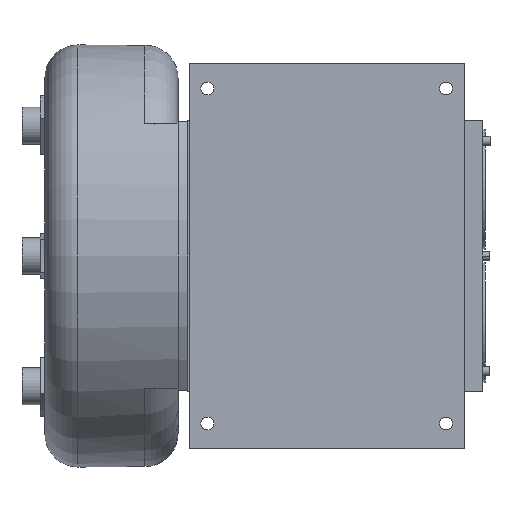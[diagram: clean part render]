
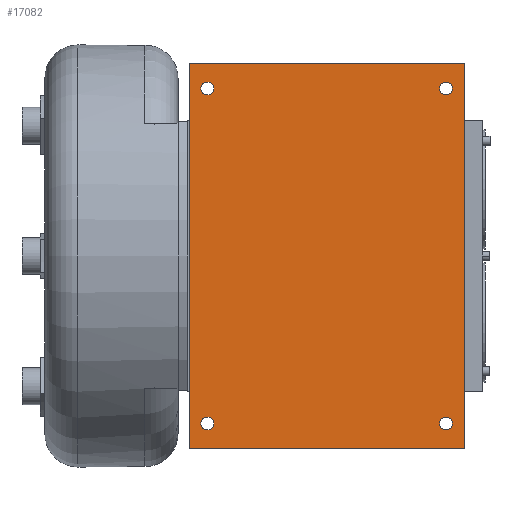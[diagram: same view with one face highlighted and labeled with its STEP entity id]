
A CAD part, front view. The second image highlights one B-rep face of the part: STEP entity #17082.
In plain terms, the highlighted planar face has unit normal (0, -1, 0).
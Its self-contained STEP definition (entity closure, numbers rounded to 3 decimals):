
#16899=CARTESIAN_POINT('',(457.0,-260.083,0.));
#16900=DIRECTION('',(0.0,-1.0,0.0));
#16901=DIRECTION('',(0.0,0.0,-1.0));
#16902=AXIS2_PLACEMENT_3D('',#16899,#16900,#16901);
#16903=PLANE('',#16902);
#16904=CARTESIAN_POINT('',(157.0,-260.083,210.0));
#16905=VERTEX_POINT('',#16904);
#16906=CARTESIAN_POINT('',(157.,-260.083,-210.));
#16907=VERTEX_POINT('',#16906);
#16908=CARTESIAN_POINT('',(157.,-260.083,210.0));
#16909=DIRECTION('',(0.0,0.0,-1.0));
#16910=VECTOR('',#16909,420.0);
#16911=LINE('',#16908,#16910);
#16912=EDGE_CURVE('',#16905,#16907,#16911,.T.);
#16913=ORIENTED_EDGE('',*,*,#16912,.T.);
#16914=CARTESIAN_POINT('',(457.0,-260.083,-210.));
#16915=VERTEX_POINT('',#16914);
#16916=CARTESIAN_POINT('',(457.0,-260.083,-210.));
#16917=DIRECTION('',(-1.0,0.0,0.0));
#16918=VECTOR('',#16917,300.);
#16919=LINE('',#16916,#16918);
#16920=EDGE_CURVE('',#16915,#16907,#16919,.T.);
#16921=ORIENTED_EDGE('',*,*,#16920,.F.);
#16922=CARTESIAN_POINT('',(457.,-260.083,210.));
#16923=VERTEX_POINT('',#16922);
#16924=CARTESIAN_POINT('',(457.,-260.083,210.));
#16925=DIRECTION('',(0.0,0.0,-1.0));
#16926=VECTOR('',#16925,420.0);
#16927=LINE('',#16924,#16926);
#16928=EDGE_CURVE('',#16923,#16915,#16927,.T.);
#16929=ORIENTED_EDGE('',*,*,#16928,.F.);
#16930=CARTESIAN_POINT('',(457.,-260.083,210.));
#16931=DIRECTION('',(-1.0,0.0,0.0));
#16932=VECTOR('',#16931,300.);
#16933=LINE('',#16930,#16932);
#16934=EDGE_CURVE('',#16923,#16905,#16933,.T.);
#16935=ORIENTED_EDGE('',*,*,#16934,.T.);
#16936=EDGE_LOOP('',(#16913,#16921,#16929,#16935));
#16937=FACE_OUTER_BOUND('',#16936,.T.);
#16938=CARTESIAN_POINT('',(441.95,-260.083,177.55));
#16939=VERTEX_POINT('',#16938);
#16940=CARTESIAN_POINT('',(441.949,-260.083,177.549));
#16941=VERTEX_POINT('',#16940);
#16942=CARTESIAN_POINT('',(441.95,-260.083,177.55));
#16943=DIRECTION('',(-0.707,0.0,-0.707));
#16944=VECTOR('',#16943,0.001);
#16945=LINE('',#16942,#16944);
#16946=EDGE_CURVE('',#16939,#16941,#16945,.T.);
#16947=ORIENTED_EDGE('',*,*,#16946,.T.);
#16948=CARTESIAN_POINT('',(432.049,-260.083,187.449));
#16949=VERTEX_POINT('',#16948);
#16950=CARTESIAN_POINT('',(436.999,-260.083,182.499));
#16951=DIRECTION('',(0.0,1.0,0.0));
#16952=DIRECTION('',(0.707,0.0,-0.707));
#16953=AXIS2_PLACEMENT_3D('',#16950,#16951,#16952);
#16954=CIRCLE('',#16953,7.);
#16955=EDGE_CURVE('',#16941,#16949,#16954,.T.);
#16956=ORIENTED_EDGE('',*,*,#16955,.T.);
#16957=CARTESIAN_POINT('',(432.05,-260.083,187.45));
#16958=VERTEX_POINT('',#16957);
#16959=CARTESIAN_POINT('',(432.049,-260.083,187.449));
#16960=DIRECTION('',(0.707,0.0,0.707));
#16961=VECTOR('',#16960,0.001);
#16962=LINE('',#16959,#16961);
#16963=EDGE_CURVE('',#16949,#16958,#16962,.T.);
#16964=ORIENTED_EDGE('',*,*,#16963,.T.);
#16965=CARTESIAN_POINT('',(437.0,-260.083,182.5));
#16966=DIRECTION('',(0.0,1.0,0.0));
#16967=DIRECTION('',(-0.707,0.0,0.707));
#16968=AXIS2_PLACEMENT_3D('',#16965,#16966,#16967);
#16969=CIRCLE('',#16968,7.0);
#16970=EDGE_CURVE('',#16958,#16939,#16969,.T.);
#16971=ORIENTED_EDGE('',*,*,#16970,.T.);
#16972=EDGE_LOOP('',(#16947,#16956,#16964,#16971));
#16973=FACE_BOUND('',#16972,.T.);
#16974=CARTESIAN_POINT('',(432.05,-260.083,-187.45));
#16975=VERTEX_POINT('',#16974);
#16976=CARTESIAN_POINT('',(432.049,-260.083,-187.449));
#16977=VERTEX_POINT('',#16976);
#16978=CARTESIAN_POINT('',(432.05,-260.083,-187.45));
#16979=DIRECTION('',(-0.707,0.0,0.707));
#16980=VECTOR('',#16979,0.001);
#16981=LINE('',#16978,#16980);
#16982=EDGE_CURVE('',#16975,#16977,#16981,.T.);
#16983=ORIENTED_EDGE('',*,*,#16982,.T.);
#16984=CARTESIAN_POINT('',(441.949,-260.083,-177.549));
#16985=VERTEX_POINT('',#16984);
#16986=CARTESIAN_POINT('',(436.999,-260.083,-182.499));
#16987=DIRECTION('',(0.0,1.0,0.0));
#16988=DIRECTION('',(-0.707,0.0,-0.707));
#16989=AXIS2_PLACEMENT_3D('',#16986,#16987,#16988);
#16990=CIRCLE('',#16989,7.0);
#16991=EDGE_CURVE('',#16977,#16985,#16990,.T.);
#16992=ORIENTED_EDGE('',*,*,#16991,.T.);
#16993=CARTESIAN_POINT('',(441.95,-260.083,-177.55));
#16994=VERTEX_POINT('',#16993);
#16995=CARTESIAN_POINT('',(441.949,-260.083,-177.549));
#16996=DIRECTION('',(0.707,0.0,-0.707));
#16997=VECTOR('',#16996,0.001);
#16998=LINE('',#16995,#16997);
#16999=EDGE_CURVE('',#16985,#16994,#16998,.T.);
#17000=ORIENTED_EDGE('',*,*,#16999,.T.);
#17001=CARTESIAN_POINT('',(437.0,-260.083,-182.5));
#17002=DIRECTION('',(0.0,1.0,0.0));
#17003=DIRECTION('',(0.707,0.0,0.707));
#17004=AXIS2_PLACEMENT_3D('',#17001,#17002,#17003);
#17005=CIRCLE('',#17004,7.0);
#17006=EDGE_CURVE('',#16994,#16975,#17005,.T.);
#17007=ORIENTED_EDGE('',*,*,#17006,.T.);
#17008=EDGE_LOOP('',(#16983,#16992,#17000,#17007));
#17009=FACE_BOUND('',#17008,.T.);
#17010=CARTESIAN_POINT('',(172.051,-260.083,177.549));
#17011=VERTEX_POINT('',#17010);
#17012=CARTESIAN_POINT('',(172.05,-260.083,177.55));
#17013=VERTEX_POINT('',#17012);
#17014=CARTESIAN_POINT('',(172.051,-260.083,177.549));
#17015=DIRECTION('',(-0.707,0.0,0.707));
#17016=VECTOR('',#17015,0.001);
#17017=LINE('',#17014,#17016);
#17018=EDGE_CURVE('',#17011,#17013,#17017,.T.);
#17019=ORIENTED_EDGE('',*,*,#17018,.T.);
#17020=CARTESIAN_POINT('',(181.95,-260.083,187.45));
#17021=VERTEX_POINT('',#17020);
#17022=CARTESIAN_POINT('',(177.,-260.083,182.5));
#17023=DIRECTION('',(0.0,1.0,0.0));
#17024=DIRECTION('',(-0.707,0.0,-0.707));
#17025=AXIS2_PLACEMENT_3D('',#17022,#17023,#17024);
#17026=CIRCLE('',#17025,7.);
#17027=EDGE_CURVE('',#17013,#17021,#17026,.T.);
#17028=ORIENTED_EDGE('',*,*,#17027,.T.);
#17029=CARTESIAN_POINT('',(181.951,-260.083,187.449));
#17030=VERTEX_POINT('',#17029);
#17031=CARTESIAN_POINT('',(181.95,-260.083,187.45));
#17032=DIRECTION('',(0.707,0.0,-0.707));
#17033=VECTOR('',#17032,0.001);
#17034=LINE('',#17031,#17033);
#17035=EDGE_CURVE('',#17021,#17030,#17034,.T.);
#17036=ORIENTED_EDGE('',*,*,#17035,.T.);
#17037=CARTESIAN_POINT('',(177.001,-260.083,182.499));
#17038=DIRECTION('',(0.0,1.0,0.0));
#17039=DIRECTION('',(0.707,0.0,0.707));
#17040=AXIS2_PLACEMENT_3D('',#17037,#17038,#17039);
#17041=CIRCLE('',#17040,7.0);
#17042=EDGE_CURVE('',#17030,#17011,#17041,.T.);
#17043=ORIENTED_EDGE('',*,*,#17042,.T.);
#17044=EDGE_LOOP('',(#17019,#17028,#17036,#17043));
#17045=FACE_BOUND('',#17044,.T.);
#17046=CARTESIAN_POINT('',(181.951,-260.083,-187.449));
#17047=VERTEX_POINT('',#17046);
#17048=CARTESIAN_POINT('',(181.95,-260.083,-187.45));
#17049=VERTEX_POINT('',#17048);
#17050=CARTESIAN_POINT('',(181.951,-260.083,-187.449));
#17051=DIRECTION('',(-0.707,0.0,-0.707));
#17052=VECTOR('',#17051,0.001);
#17053=LINE('',#17050,#17052);
#17054=EDGE_CURVE('',#17047,#17049,#17053,.T.);
#17055=ORIENTED_EDGE('',*,*,#17054,.T.);
#17056=CARTESIAN_POINT('',(172.05,-260.083,-177.55));
#17057=VERTEX_POINT('',#17056);
#17058=CARTESIAN_POINT('',(177.,-260.083,-182.5));
#17059=DIRECTION('',(0.0,1.0,0.0));
#17060=DIRECTION('',(-0.707,0.0,0.707));
#17061=AXIS2_PLACEMENT_3D('',#17058,#17059,#17060);
#17062=CIRCLE('',#17061,7.0);
#17063=EDGE_CURVE('',#17049,#17057,#17062,.T.);
#17064=ORIENTED_EDGE('',*,*,#17063,.T.);
#17065=CARTESIAN_POINT('',(172.051,-260.083,-177.549));
#17066=VERTEX_POINT('',#17065);
#17067=CARTESIAN_POINT('',(172.05,-260.083,-177.55));
#17068=DIRECTION('',(0.707,0.0,0.707));
#17069=VECTOR('',#17068,0.001);
#17070=LINE('',#17067,#17069);
#17071=EDGE_CURVE('',#17057,#17066,#17070,.T.);
#17072=ORIENTED_EDGE('',*,*,#17071,.T.);
#17073=CARTESIAN_POINT('',(177.001,-260.083,-182.499));
#17074=DIRECTION('',(0.0,1.0,0.0));
#17075=DIRECTION('',(0.707,0.0,-0.707));
#17076=AXIS2_PLACEMENT_3D('',#17073,#17074,#17075);
#17077=CIRCLE('',#17076,7.0);
#17078=EDGE_CURVE('',#17066,#17047,#17077,.T.);
#17079=ORIENTED_EDGE('',*,*,#17078,.T.);
#17080=EDGE_LOOP('',(#17055,#17064,#17072,#17079));
#17081=FACE_BOUND('',#17080,.T.);
#17082=ADVANCED_FACE('',(#16937,#16973,#17009,#17045,#17081),#16903,.T.);
